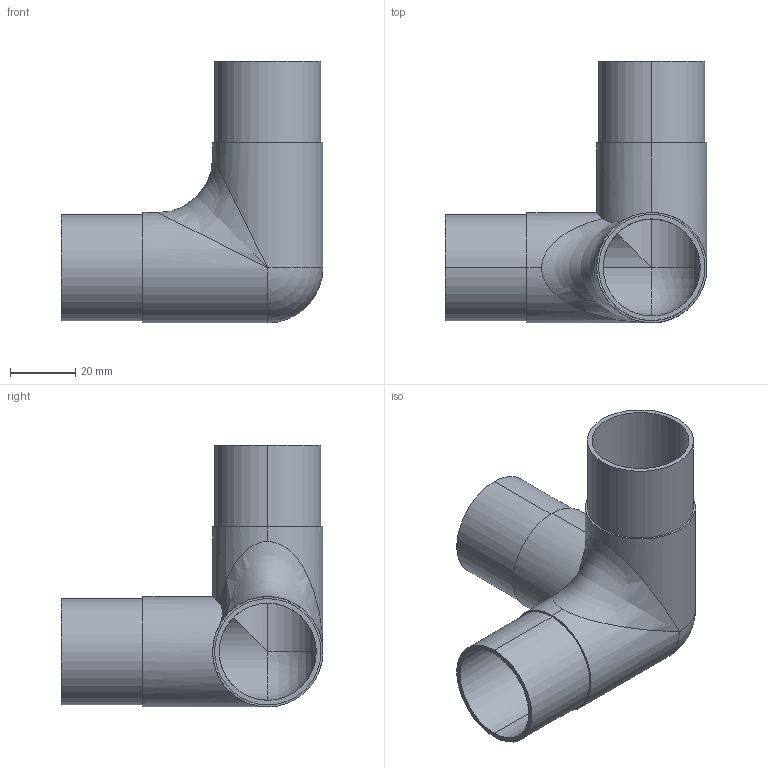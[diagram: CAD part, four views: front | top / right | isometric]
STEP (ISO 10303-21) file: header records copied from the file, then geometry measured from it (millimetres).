
FILE_DESCRIPTION (( 'STEP AP203' ), '1' );
FILE_NAME ('3D_GR1114_33.7x2_188701620.STEP', '2024-10-08T10:33:09', ( '' ), ( '' ), 'SwSTEP 2.0', 'SolidWorks 2024', '' );
FILE_SCHEMA (( 'CONFIG_CONTROL_DESIGN' ));
Length unit declared in the file: millimetre
Products named in the file (1): 3D_GR1114_33.7x2_188701620
Bounding box: 80.05 x 80.05 x 80.05 mm (x, y, z)
Volume: 28615.8 mm3; surface area: 33600 mm2
Topology: 1 solids, 1 shells, 28 faces, 68 edges, 40 vertices
Faces by surface type: cylinder 18, plane 6, bspline 2, sphere 2
Entity records: 1192 total; most frequent: CARTESIAN_POINT 500, DIRECTION 132, ORIENTED_EDGE 128, EDGE_CURVE 64, AXIS2_PLACEMENT_3D 57, VERTEX_POINT 40, EDGE_LOOP 34, CIRCLE 30
